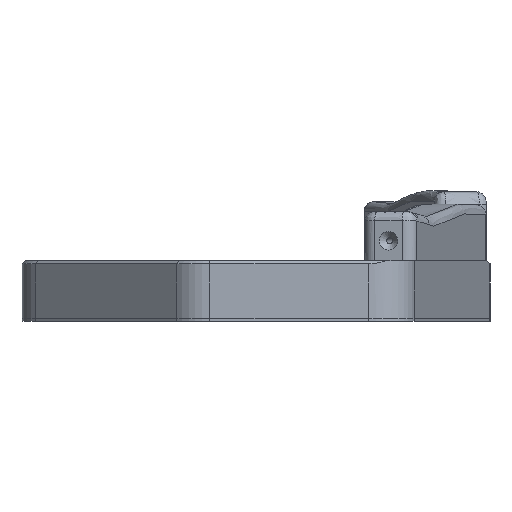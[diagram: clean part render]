
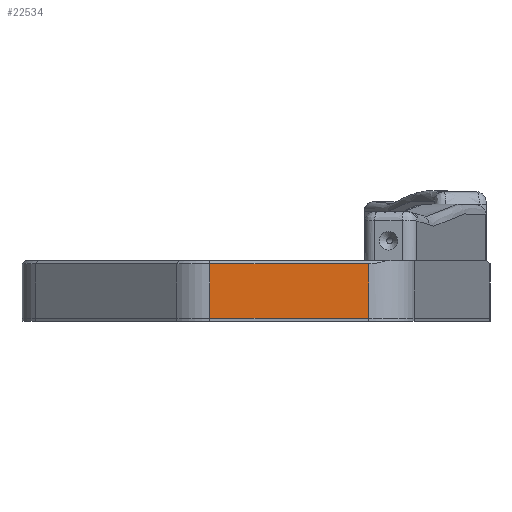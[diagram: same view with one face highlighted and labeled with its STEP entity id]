
A CAD part, left-side view. The second image highlights one B-rep face of the part: STEP entity #22534.
In plain terms, the highlighted planar face has unit normal (-1, 0, 0).
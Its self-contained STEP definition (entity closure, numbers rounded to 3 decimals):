
#1002=LINE('',#33532,#2888);
#1003=LINE('',#33535,#2889);
#1004=LINE('',#33537,#2890);
#1005=LINE('',#33538,#2891);
#2888=VECTOR('',#26477,10.);
#2889=VECTOR('',#26480,10.);
#2890=VECTOR('',#26481,10.);
#2891=VECTOR('',#26482,10.);
#5376=FACE_OUTER_BOUND('',#6705,.T.);
#6705=EDGE_LOOP('',(#15487,#15488,#15489,#15490));
#10182=VERTEX_POINT('',#33528);
#10183=VERTEX_POINT('',#33530);
#10184=VERTEX_POINT('',#33534);
#10185=VERTEX_POINT('',#33536);
#12292=EDGE_CURVE('',#10183,#10182,#1002,.T.);
#12293=EDGE_CURVE('',#10182,#10184,#1003,.T.);
#12294=EDGE_CURVE('',#10185,#10183,#1004,.T.);
#12295=EDGE_CURVE('',#10185,#10184,#1005,.T.);
#15487=ORIENTED_EDGE('',*,*,#12293,.F.);
#15488=ORIENTED_EDGE('',*,*,#12292,.F.);
#15489=ORIENTED_EDGE('',*,*,#12294,.F.);
#15490=ORIENTED_EDGE('',*,*,#12295,.T.);
#21860=PLANE('',#23877);
#22534=ADVANCED_FACE('',(#5376),#21860,.T.);
#23877=AXIS2_PLACEMENT_3D('',#33533,#26478,#26479);
#26477=DIRECTION('',(0.,0.,1.));
#26478=DIRECTION('center_axis',(-1.,0.,0.));
#26479=DIRECTION('ref_axis',(0.,-1.,0.));
#26480=DIRECTION('',(0.,-1.,0.));
#26481=DIRECTION('',(0.,1.,0.));
#26482=DIRECTION('',(0.,0.,1.));
#33528=CARTESIAN_POINT('',(-206.412,28.196,0.8));
#33530=CARTESIAN_POINT('',(-206.412,28.196,-16.7));
#33532=CARTESIAN_POINT('',(-206.412,28.196,0.));
#33533=CARTESIAN_POINT('Origin',(-206.412,28.196,0.));
#33534=CARTESIAN_POINT('',(-206.412,-23.003,0.8));
#33535=CARTESIAN_POINT('',(-206.412,20.745,0.8));
#33536=CARTESIAN_POINT('',(-206.412,-23.003,-16.7));
#33537=CARTESIAN_POINT('',(-206.412,-23.003,-16.7));
#33538=CARTESIAN_POINT('',(-206.412,-23.003,0.));
